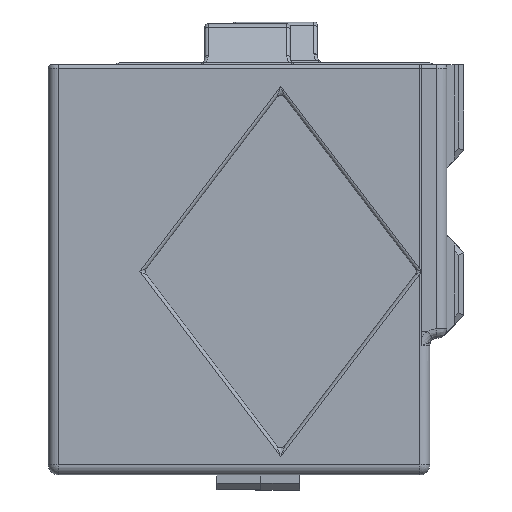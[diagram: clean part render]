
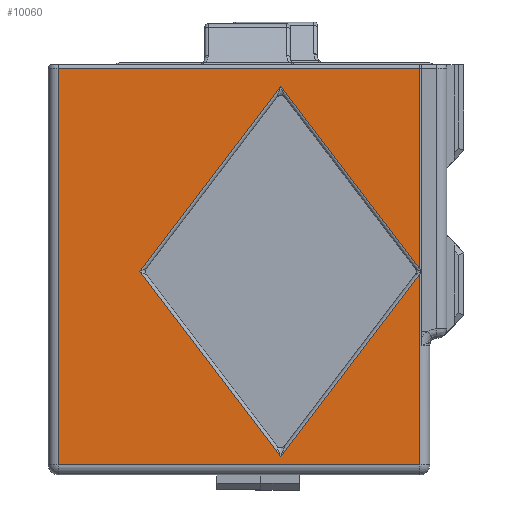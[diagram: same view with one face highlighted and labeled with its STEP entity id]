
A CAD part, front view. The second image highlights one B-rep face of the part: STEP entity #10060.
In plain terms, the highlighted planar face has unit normal (0, -1, 0).
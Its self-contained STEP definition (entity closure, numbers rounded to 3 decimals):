
#1138=FACE_OUTER_BOUND('',#1766,.T.);
#1766=EDGE_LOOP('',(#7523,#7524,#7525,#7526,#7527,#7528,#7529,#7530,#7531));
#2517=LINE('',#15796,#3473);
#2519=LINE('',#15808,#3475);
#2529=LINE('',#16028,#3485);
#2531=LINE('',#16040,#3487);
#2543=LINE('',#16317,#3499);
#2546=LINE('',#16328,#3502);
#2583=LINE('',#16492,#3539);
#2600=LINE('',#16971,#3556);
#2611=LINE('',#16997,#3567);
#3473=VECTOR('',#12165,10.);
#3475=VECTOR('',#12173,10.);
#3485=VECTOR('',#12213,10.);
#3487=VECTOR('',#12221,10.);
#3499=VECTOR('',#12283,10.);
#3502=VECTOR('',#12292,10.);
#3539=VECTOR('',#12405,10.);
#3556=VECTOR('',#12512,10.);
#3567=VECTOR('',#12539,10.);
#4374=VERTEX_POINT('',#15784);
#4376=VERTEX_POINT('',#15795);
#4379=VERTEX_POINT('',#15806);
#4384=VERTEX_POINT('',#15950);
#4391=VERTEX_POINT('',#16035);
#4396=VERTEX_POINT('',#16316);
#4401=VERTEX_POINT('',#16326);
#4447=VERTEX_POINT('',#16487);
#4476=VERTEX_POINT('',#16968);
#5399=EDGE_CURVE('',#4374,#4376,#2517,.T.);
#5404=EDGE_CURVE('',#4379,#4374,#2519,.T.);
#5423=EDGE_CURVE('',#4384,#4379,#2529,.T.);
#5428=EDGE_CURVE('',#4391,#4384,#2531,.T.);
#5452=EDGE_CURVE('',#4376,#4396,#2543,.T.);
#5458=EDGE_CURVE('',#4401,#4391,#2546,.T.);
#5520=EDGE_CURVE('',#4447,#4401,#2583,.T.);
#5575=EDGE_CURVE('',#4396,#4476,#2600,.T.);
#5589=EDGE_CURVE('',#4476,#4447,#2611,.T.);
#7523=ORIENTED_EDGE('',*,*,#5428,.F.);
#7524=ORIENTED_EDGE('',*,*,#5458,.F.);
#7525=ORIENTED_EDGE('',*,*,#5520,.F.);
#7526=ORIENTED_EDGE('',*,*,#5589,.F.);
#7527=ORIENTED_EDGE('',*,*,#5575,.F.);
#7528=ORIENTED_EDGE('',*,*,#5452,.F.);
#7529=ORIENTED_EDGE('',*,*,#5399,.F.);
#7530=ORIENTED_EDGE('',*,*,#5404,.F.);
#7531=ORIENTED_EDGE('',*,*,#5423,.F.);
#9693=PLANE('',#10816);
#10060=ADVANCED_FACE('',(#1138),#9693,.T.);
#10816=AXIS2_PLACEMENT_3D('',#16996,#12537,#12538);
#12165=DIRECTION('',(0.606,0.,0.795));
#12173=DIRECTION('',(0.606,0.,-0.795));
#12213=DIRECTION('',(-0.606,0.,-0.795));
#12221=DIRECTION('',(-0.606,0.,0.795));
#12283=DIRECTION('',(0.,0.,-1.));
#12292=DIRECTION('',(0.,0.,-1.));
#12405=DIRECTION('',(1.,0.,0.));
#12512=DIRECTION('',(-1.,0.,0.));
#12537=DIRECTION('center_axis',(0.,-1.,0.));
#12538=DIRECTION('ref_axis',(1.,0.,0.));
#12539=DIRECTION('',(0.,0.,1.));
#15784=CARTESIAN_POINT('',(-5.,3.477,12.627));
#15795=CARTESIAN_POINT('',(35.6,3.477,65.914));
#15796=CARTESIAN_POINT('',(1.62,3.477,21.316));
#15806=CARTESIAN_POINT('',(-46.257,3.477,66.777));
#15808=CARTESIAN_POINT('',(-16.596,3.477,27.846));
#15950=CARTESIAN_POINT('',(-5.,3.477,120.927));
#16028=CARTESIAN_POINT('',(-65.279,3.477,41.811));
#16035=CARTESIAN_POINT('',(35.6,3.477,67.639));
#16040=CARTESIAN_POINT('',(10.303,3.477,100.841));
#16316=CARTESIAN_POINT('',(35.6,3.477,10.277));
#16317=CARTESIAN_POINT('',(35.6,3.477,7.277));
#16326=CARTESIAN_POINT('',(35.6,3.477,126.277));
#16328=CARTESIAN_POINT('',(35.6,3.477,7.277));
#16487=CARTESIAN_POINT('',(-70.,3.477,126.277));
#16492=CARTESIAN_POINT('',(-42.619,3.477,126.277));
#16968=CARTESIAN_POINT('',(-70.,3.477,10.277));
#16971=CARTESIAN_POINT('',(-42.619,3.477,10.277));
#16996=CARTESIAN_POINT('Origin',(-73.,3.477,7.277));
#16997=CARTESIAN_POINT('',(-70.,3.477,7.277));
